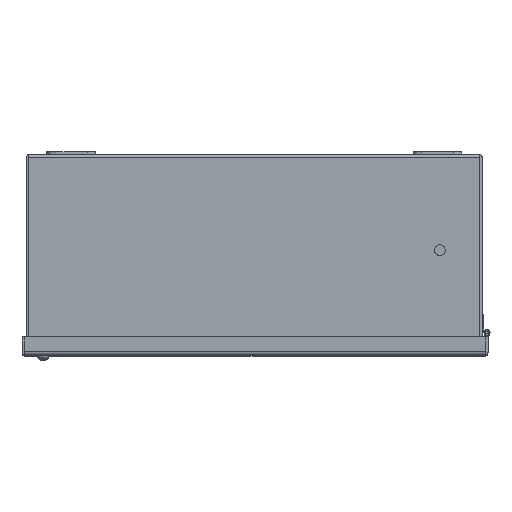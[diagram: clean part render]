
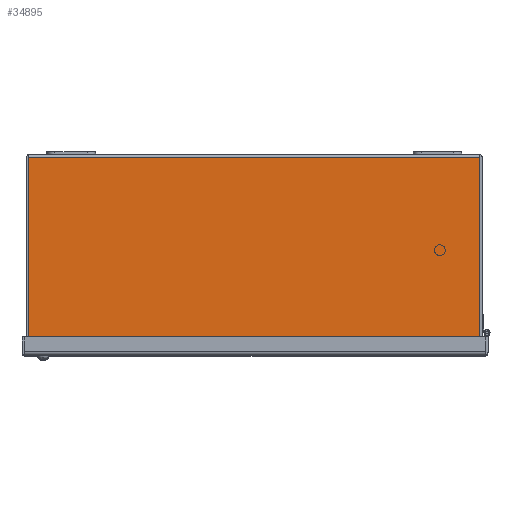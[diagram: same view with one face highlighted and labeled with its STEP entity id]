
A CAD part, top view. The second image highlights one B-rep face of the part: STEP entity #34895.
In plain terms, the highlighted planar face has unit normal (0, 0, 1).
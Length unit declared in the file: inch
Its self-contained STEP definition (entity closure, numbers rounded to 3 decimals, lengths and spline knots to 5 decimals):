
#2376 = CARTESIAN_POINT ( 'NONE',  ( 6.92789, 39.37008, 8.625 ) ) ;
#2790 = VERTEX_POINT ( 'NONE', #9239 ) ;
#4543 = CARTESIAN_POINT ( 'NONE',  ( -6.92789, 39.37008, 8.625 ) ) ;
#4921 = PLANE ( 'NONE',  #9110 ) ;
#5389 = LINE ( 'NONE', #27993, #23657 ) ;
#6223 = DIRECTION ( 'NONE',  ( 0., 0., 1. ) ) ;
#6571 = EDGE_CURVE ( 'NONE', #8948, #2790, #5389, .T. ) ;
#8948 = VERTEX_POINT ( 'NONE', #15744 ) ;
#9099 = ORIENTED_EDGE ( 'NONE', *, *, #35756, .F. ) ;
#9110 = AXIS2_PLACEMENT_3D ( 'NONE', #19260, #6223, #9491 ) ;
#9239 = CARTESIAN_POINT ( 'NONE',  ( -6.92789, -0.108, 8.625 ) ) ;
#9491 = DIRECTION ( 'NONE',  ( 1., 0., 0. ) ) ;
#10459 = ORIENTED_EDGE ( 'NONE', *, *, #30278, .T. ) ;
#14108 = DIRECTION ( 'NONE',  ( 0., -1., 0. ) ) ;
#15744 = CARTESIAN_POINT ( 'NONE',  ( 6.92789, -0.108, 8.625 ) ) ;
#18579 = ORIENTED_EDGE ( 'NONE', *, *, #41613, .T. ) ;
#19260 = CARTESIAN_POINT ( 'NONE',  ( -48.406, 0., 8.625 ) ) ;
#19531 = LINE ( 'NONE', #2376, #25834 ) ;
#19745 = DIRECTION ( 'NONE',  ( 0., -1., 0. ) ) ;
#20831 = LINE ( 'NONE', #4543, #23576 ) ;
#21099 = ORIENTED_EDGE ( 'NONE', *, *, #6571, .T. ) ;
#23576 = VECTOR ( 'NONE', #14108, 39.37008 ) ;
#23657 = VECTOR ( 'NONE', #31896, 39.37008 ) ;
#25834 = VECTOR ( 'NONE', #19745, 39.37008 ) ;
#26151 = VECTOR ( 'NONE', #39828, 39.37008 ) ;
#26371 = CARTESIAN_POINT ( 'NONE',  ( -48.406, -5.892, 8.625 ) ) ;
#26716 = CARTESIAN_POINT ( 'NONE',  ( 6.92789, -5.892, 8.625 ) ) ;
#27993 = CARTESIAN_POINT ( 'NONE',  ( -48.406, -0.108, 8.625 ) ) ;
#28894 = EDGE_LOOP ( 'NONE', ( #10459, #18579, #9099, #21099 ) ) ;
#29134 = VERTEX_POINT ( 'NONE', #26716 ) ;
#29856 = LINE ( 'NONE', #26371, #26151 ) ;
#30278 = EDGE_CURVE ( 'NONE', #2790, #35529, #20831, .T. ) ;
#31896 = DIRECTION ( 'NONE',  ( -1., 0., 0. ) ) ;
#34686 = FACE_OUTER_BOUND ( 'NONE', #28894, .T. ) ;
#34895 = ADVANCED_FACE ( 'NONE', ( #34686 ), #4921, .T. ) ;
#35529 = VERTEX_POINT ( 'NONE', #38651 ) ;
#35756 = EDGE_CURVE ( 'NONE', #8948, #29134, #19531, .T. ) ;
#38651 = CARTESIAN_POINT ( 'NONE',  ( -6.92789, -5.892, 8.625 ) ) ;
#39828 = DIRECTION ( 'NONE',  ( 1., 0., 0. ) ) ;
#41613 = EDGE_CURVE ( 'NONE', #35529, #29134, #29856, .T. ) ;
